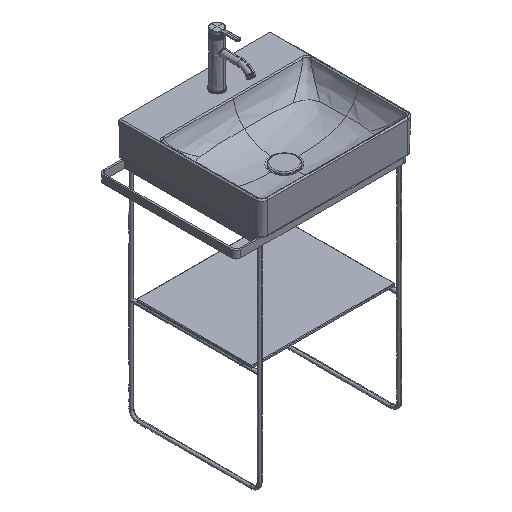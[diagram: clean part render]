
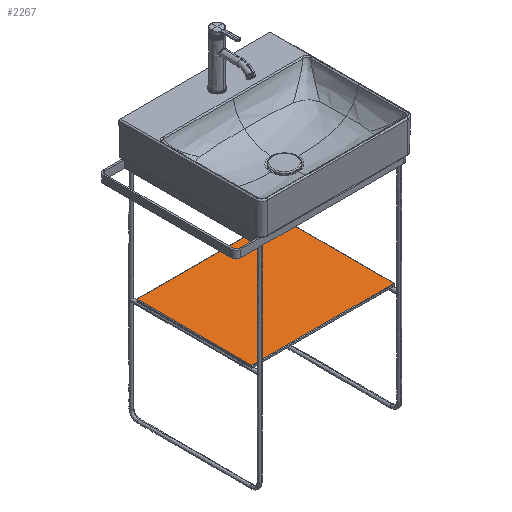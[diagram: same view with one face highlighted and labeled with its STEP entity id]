
A CAD part, isometric view. The second image highlights one B-rep face of the part: STEP entity #2267.
In plain terms, the highlighted free-form (B-spline) face has degree [1, 1] with [2, 2] control points.
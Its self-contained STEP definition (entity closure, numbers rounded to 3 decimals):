
#1507=B_SPLINE_SURFACE_WITH_KNOTS('',1,1,((#50835,#50836),(#50837,#50838)),
 .UNSPECIFIED.,.F.,.F.,.F.,(2,2),(2,2),(-280.26,280.26),(-226.26,226.26),
 .UNSPECIFIED.);
#1511=B_SPLINE_SURFACE_WITH_KNOTS('',1,1,((#50851,#50852),(#50853,#50854)),
 .UNSPECIFIED.,.F.,.F.,.F.,(2,2),(2,2),(-1.358,1.358),
(-227.16,227.16),.UNSPECIFIED.);
#1514=B_SPLINE_SURFACE_WITH_KNOTS('',1,1,((#50863,#50864),(#50865,#50866)),
 .UNSPECIFIED.,.F.,.F.,.F.,(2,2),(2,2),(-281.16,281.16),(-1.358,
1.358),.UNSPECIFIED.);
#1519=B_SPLINE_SURFACE_WITH_KNOTS('',1,1,((#50883,#50884),(#50885,#50886)),
 .UNSPECIFIED.,.F.,.F.,.F.,(2,2),(2,2),(-281.16,281.16),(-1.358,
1.358),.UNSPECIFIED.);
#1522=B_SPLINE_SURFACE_WITH_KNOTS('',1,1,((#50895,#50896),(#50897,#50898)),
 .UNSPECIFIED.,.F.,.F.,.F.,(2,2),(2,2),(-227.16,227.16),(-1.358,
1.358),.UNSPECIFIED.);
#2267=ADVANCED_FACE('',(#3161),#1507,.T.);
#3161=FACE_OUTER_BOUND('',#4029,.T.);
#4029=EDGE_LOOP('',(#6772,#6773,#6774,#6775));
#6772=ORIENTED_EDGE('',*,*,#19352,.T.);
#6773=ORIENTED_EDGE('',*,*,#19353,.T.);
#6774=ORIENTED_EDGE('',*,*,#19354,.T.);
#6775=ORIENTED_EDGE('',*,*,#19355,.T.);
#10689=PCURVE('',#1507,#14606);
#10690=PCURVE('',#1507,#14607);
#10691=PCURVE('',#1507,#14608);
#10692=PCURVE('',#1507,#14609);
#10708=PCURVE('',#1511,#14625);
#10728=PCURVE('',#1514,#14645);
#10752=PCURVE('',#1519,#14669);
#10770=PCURVE('',#1522,#14687);
#14606=DEFINITIONAL_REPRESENTATION('',(#22814),#107728);
#14607=DEFINITIONAL_REPRESENTATION('',(#22816),#107728);
#14608=DEFINITIONAL_REPRESENTATION('',(#22818),#107728);
#14609=DEFINITIONAL_REPRESENTATION('',(#22820),#107728);
#14625=DEFINITIONAL_REPRESENTATION('',(#22850),#107728);
#14645=DEFINITIONAL_REPRESENTATION('',(#22879),#107728);
#14669=DEFINITIONAL_REPRESENTATION('',(#22916),#107728);
#14687=DEFINITIONAL_REPRESENTATION('',(#22940),#107728);
#17349=SURFACE_CURVE('',#22813,(#10689,#10708),.PCURVE_S1.);
#17350=SURFACE_CURVE('',#22815,(#10690,#10752),.PCURVE_S1.);
#17351=SURFACE_CURVE('',#22817,(#10691,#10770),.PCURVE_S1.);
#17352=SURFACE_CURVE('',#22819,(#10692,#10728),.PCURVE_S1.);
#19352=EDGE_CURVE('',#25440,#25441,#17349,.T.);
#19353=EDGE_CURVE('',#25441,#25442,#17350,.T.);
#19354=EDGE_CURVE('',#25442,#25443,#17351,.T.);
#19355=EDGE_CURVE('',#25443,#25440,#17352,.T.);
#22813=B_SPLINE_CURVE_WITH_KNOTS('',1,(#50939,#50940),.UNSPECIFIED.,.F.,
 .F.,(2,2),(-377.,0.),.UNSPECIFIED.);
#22814=B_SPLINE_CURVE_WITH_KNOTS('',1,(#50941,#50942),.UNSPECIFIED.,.F.,
 .F.,(2,2),(-377.,0.),.UNSPECIFIED.);
#22815=B_SPLINE_CURVE_WITH_KNOTS('',1,(#50943,#50944),.UNSPECIFIED.,.F.,
 .F.,(2,2),(0.,467.),.UNSPECIFIED.);
#22816=B_SPLINE_CURVE_WITH_KNOTS('',1,(#50945,#50946),.UNSPECIFIED.,.F.,
 .F.,(2,2),(0.,467.),.UNSPECIFIED.);
#22817=B_SPLINE_CURVE_WITH_KNOTS('',1,(#50947,#50948),.UNSPECIFIED.,.F.,
 .F.,(2,2),(0.,377.),.UNSPECIFIED.);
#22818=B_SPLINE_CURVE_WITH_KNOTS('',1,(#50949,#50950),.UNSPECIFIED.,.F.,
 .F.,(2,2),(0.,377.),.UNSPECIFIED.);
#22819=B_SPLINE_CURVE_WITH_KNOTS('',1,(#50951,#50952),.UNSPECIFIED.,.F.,
 .F.,(2,2),(0.,467.),.UNSPECIFIED.);
#22820=B_SPLINE_CURVE_WITH_KNOTS('',1,(#50953,#50954),.UNSPECIFIED.,.F.,
 .F.,(2,2),(0.,467.),.UNSPECIFIED.);
#22850=B_SPLINE_CURVE_WITH_KNOTS('',1,(#51013,#51014),.UNSPECIFIED.,.F.,
 .F.,(2,2),(-377.,0.),.UNSPECIFIED.);
#22879=B_SPLINE_CURVE_WITH_KNOTS('',1,(#51071,#51072),.UNSPECIFIED.,.F.,
 .F.,(2,2),(0.,467.),.UNSPECIFIED.);
#22916=B_SPLINE_CURVE_WITH_KNOTS('',1,(#51145,#51146),.UNSPECIFIED.,.F.,
 .F.,(2,2),(0.,467.),.UNSPECIFIED.);
#22940=B_SPLINE_CURVE_WITH_KNOTS('',1,(#51193,#51194),.UNSPECIFIED.,.F.,
 .F.,(2,2),(0.,377.),.UNSPECIFIED.);
#25440=VERTEX_POINT('',#50907);
#25441=VERTEX_POINT('',#50908);
#25442=VERTEX_POINT('',#50909);
#25443=VERTEX_POINT('',#50910);
#50835=CARTESIAN_POINT('',(279.123,228.943,-380.887));
#50836=CARTESIAN_POINT('',(279.123,-223.577,-380.887));
#50837=CARTESIAN_POINT('',(-281.397,228.943,-380.887));
#50838=CARTESIAN_POINT('',(-281.397,-223.577,-380.887));
#50851=CARTESIAN_POINT('',(234.073,229.843,-382.597));
#50852=CARTESIAN_POINT('',(234.073,-224.477,-382.597));
#50853=CARTESIAN_POINT('',(232.153,229.843,-380.677));
#50854=CARTESIAN_POINT('',(232.153,-224.477,-380.677));
#50863=CARTESIAN_POINT('',(-282.297,-187.527,-382.597));
#50864=CARTESIAN_POINT('',(-282.297,-185.607,-380.677));
#50865=CARTESIAN_POINT('',(280.023,-187.527,-382.597));
#50866=CARTESIAN_POINT('',(280.023,-185.607,-380.677));
#50883=CARTESIAN_POINT('',(280.023,192.893,-382.597));
#50884=CARTESIAN_POINT('',(280.023,190.973,-380.677));
#50885=CARTESIAN_POINT('',(-282.297,192.893,-382.597));
#50886=CARTESIAN_POINT('',(-282.297,190.973,-380.677));
#50895=CARTESIAN_POINT('',(-236.347,229.843,-382.597));
#50896=CARTESIAN_POINT('',(-234.427,229.843,-380.677));
#50897=CARTESIAN_POINT('',(-236.347,-224.477,-382.597));
#50898=CARTESIAN_POINT('',(-234.427,-224.477,-380.677));
#50907=CARTESIAN_POINT('',(232.363,-185.817,-380.887));
#50908=CARTESIAN_POINT('',(232.363,191.183,-380.887));
#50909=CARTESIAN_POINT('',(-234.637,191.183,-380.887));
#50910=CARTESIAN_POINT('',(-234.637,-185.817,-380.887));
#50939=CARTESIAN_POINT('',(232.363,-185.817,-380.887));
#50940=CARTESIAN_POINT('',(232.363,191.183,-380.887));
#50941=CARTESIAN_POINT('',(-233.5,188.5));
#50942=CARTESIAN_POINT('',(-233.5,-188.5));
#50943=CARTESIAN_POINT('',(232.363,191.183,-380.887));
#50944=CARTESIAN_POINT('',(-234.637,191.183,-380.887));
#50945=CARTESIAN_POINT('',(-233.5,-188.5));
#50946=CARTESIAN_POINT('',(233.5,-188.5));
#50947=CARTESIAN_POINT('',(-234.637,191.183,-380.887));
#50948=CARTESIAN_POINT('',(-234.637,-185.817,-380.887));
#50949=CARTESIAN_POINT('',(233.5,-188.5));
#50950=CARTESIAN_POINT('',(233.5,188.5));
#50951=CARTESIAN_POINT('',(-234.637,-185.817,-380.887));
#50952=CARTESIAN_POINT('',(232.363,-185.817,-380.887));
#50953=CARTESIAN_POINT('',(233.5,188.5));
#50954=CARTESIAN_POINT('',(-233.5,188.5));
#51013=CARTESIAN_POINT('',(1.061,188.5));
#51014=CARTESIAN_POINT('',(1.061,-188.5));
#51071=CARTESIAN_POINT('',(-233.5,1.061));
#51072=CARTESIAN_POINT('',(233.5,1.061));
#51145=CARTESIAN_POINT('',(-233.5,1.061));
#51146=CARTESIAN_POINT('',(233.5,1.061));
#51193=CARTESIAN_POINT('',(-188.5,1.061));
#51194=CARTESIAN_POINT('',(188.5,1.061));
#107728=(
GEOMETRIC_REPRESENTATION_CONTEXT(2)
PARAMETRIC_REPRESENTATION_CONTEXT()
REPRESENTATION_CONTEXT('pspace','')
);
